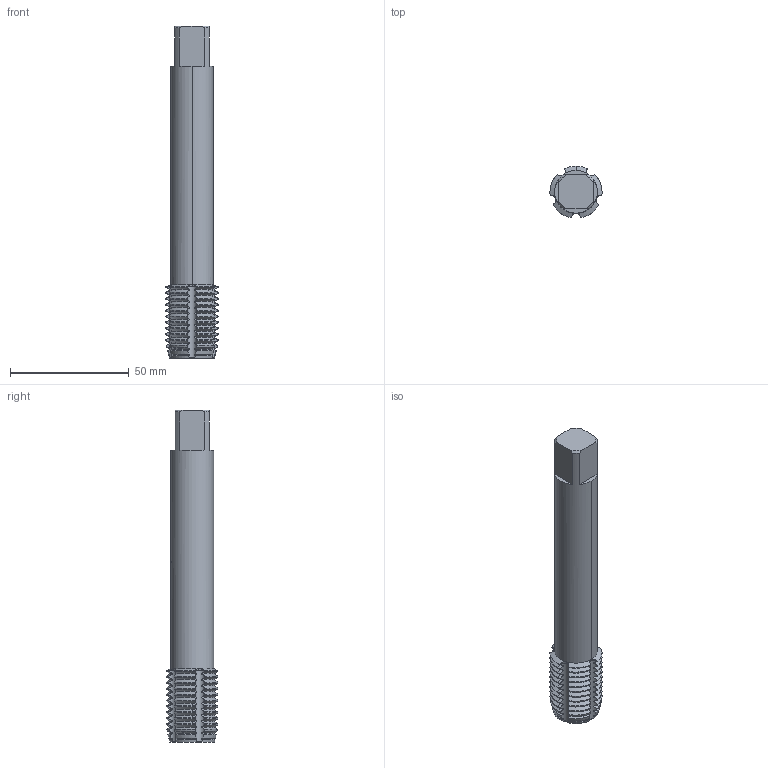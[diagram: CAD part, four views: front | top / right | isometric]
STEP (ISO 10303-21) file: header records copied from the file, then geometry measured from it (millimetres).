
FILE_DESCRIPTION(('no description'),'unknown implementation level');
FILE_NAME('solidQ_AVE6BUTCuhJlBXJnGM5_CW0Mc_1.STP',' ',('CIM GmbH Aachen'),('CADClick - KiM GmbH - www.kimweb.de'),'unknown preprocess','ACIS','unknown authorization');
FILE_SCHEMA(('automotive_design'));
Length unit declared in the file: millimetre
Products named in the file (2): 1; 2
Bounding box: 22 x 21.82 x 140 mm (x, y, z)
Volume: 36471.6 mm3; surface area: 13275.5 mm2
Topology: 2 solids, 2 shells, 511 faces, 1465 edges, 958 vertices
Faces by surface type: cone 206, cylinder 168, plane 127, torus 10
Entity records: 36117 total; most frequent: CARTESIAN_POINT 6725, STYLED_ITEM 2936, PRESENTATION_STYLE_ASSIGNMENT 2936, COLOUR_RGB 2936, ORIENTED_EDGE 2930, DIRECTION 2622, EDGE_CURVE 1465, CURVE_STYLE 1465
